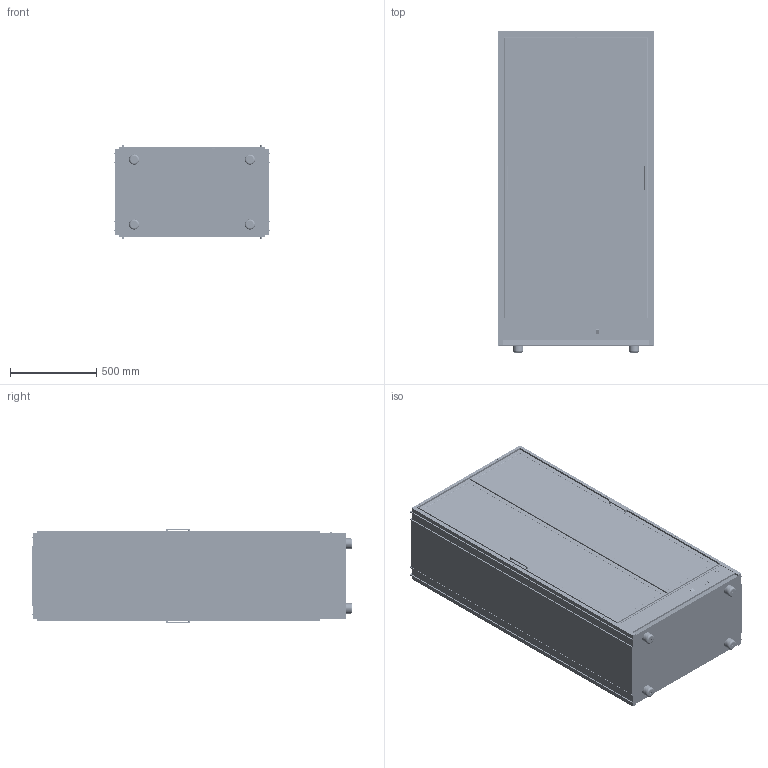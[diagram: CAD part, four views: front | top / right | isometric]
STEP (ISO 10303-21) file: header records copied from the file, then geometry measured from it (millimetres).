
FILE_DESCRIPTION (( 'STEP AP203' ), '1' );
FILE_NAME ('MD-C12___MP-C12.STEP', '2026-01-09T15:49:48', ( '' ), ( '' ), 'SwSTEP 2.0', 'SolidWorks 2021', '' );
FILE_SCHEMA (( 'CONFIG_CONTROL_DESIGN' ));
Length unit declared in the file: millimetre
Products named in the file (28): MD-C12___MP-C12; FASCIA INFERIORE FRONTALE PARETE ALLUMINIO; BOTTIGLIA ROSSO TAPPO; TERMOREGOLATORE DIXELL XW 60 L X RENDERING ; ASSIEME VAR12 INTERNO; ASSIEME LED MODULO A; BASE ALLUMINIO ANODIZZATO; ASSIEME PANNELLO BOTTIGLIE INCLINATE; ANTA mod A; TOP INTERNO MODULI A; LED MODULO A BASE; BOTTIGLIA ROSSO VETRO; TELAIO ANTA BATTENTE MODULO A; STRUTTURA ALLUMINIO e POLIURETANO MODULO A; ASSIEME BOTTIGLIA con ETICHETTA; SPALLA INTERNA MODULO A; LED MODULO A CHIP; BOTTIGLIA ROSSO ETICHETTA; TELAIO MOD. A PARTE PER RENDERING; ASSIEME MODULO A ESTERNO_CENTRALE; INTERRUTTORE 0-1 (Z-CE-INTLB); TONDINI 1 PIANO BOTTIGLIE INCLINATE; VETRO PORTA MOD. A PER RENDERING; MANIGLIA QUADRA A0A78128 - 135 X 12 X 20; PANNELLO CENTRALE ALLUMINIO INCLINATE; FASCIA INFERIORE POSTERIORE PARETE CENTRALE ALLUMINIO; ASSIEME 1 PIANO INCLINATO CON BOTTIGLIE con ETICHETTA; PIEDINO PLASTICA NERA D.  60 X 40 H
Assembly tree (59 placements, depth 6):
  MD-C12___MP-C12
    ASSIEME VAR12 INTERNO
      BASE ALLUMINIO ANODIZZATO
      SPALLA INTERNA MODULO A  x2
      TOP INTERNO MODULI A
      ASSIEME PANNELLO BOTTIGLIE INCLINATE
        PANNELLO CENTRALE ALLUMINIO INCLINATE
        ASSIEME 1 PIANO INCLINATO CON BOTTIGLIE con ETICHETTA  x16
          TONDINI 1 PIANO BOTTIGLIE INCLINATE
          ASSIEME BOTTIGLIA con ETICHETTA
            BOTTIGLIA ROSSO VETRO
            BOTTIGLIA ROSSO TAPPO
            BOTTIGLIA ROSSO ETICHETTA
      ASSIEME LED MODULO A  x4
        LED MODULO A BASE
        LED MODULO A CHIP
    ASSIEME MODULO A ESTERNO_CENTRALE
      STRUTTURA ALLUMINIO e POLIURETANO MODULO A
      PIEDINO PLASTICA NERA D.  60 X 40 H  x4
      TELAIO MOD. A PARTE PER RENDERING  x2
      FASCIA INFERIORE FRONTALE PARETE ALLUMINIO
      ANTA mod A  x4
        TELAIO ANTA BATTENTE MODULO A
        VETRO PORTA MOD. A PER RENDERING
        MANIGLIA QUADRA A0A78128 - 135 X 12 X 20
      FASCIA INFERIORE POSTERIORE PARETE CENTRALE ALLUMINIO
      TERMOREGOLATORE DIXELL XW 60 L X RENDERING 
      INTERRUTTORE 0-1 (Z-CE-INTLB)
Bounding box: 900 x 1858 x 543 mm (x, y, z)
Volume: 311786727.5 mm3; surface area: 31503481.8 mm2
Topology: 470 solids, 470 shells, 13479 faces, 30728 edges, 19704 vertices
Faces by surface type: plane 6646, cylinder 3195, torus 1800, bspline 1598, cone 224, sphere 16
Entity records: 47533 total; most frequent: CARTESIAN_POINT 10059, ORIENTED_EDGE 6854, DIRECTION 6693, EDGE_CURVE 3427, LINE 2801, VECTOR 2801, VERTEX_POINT 2272, AXIS2_PLACEMENT_3D 1946
